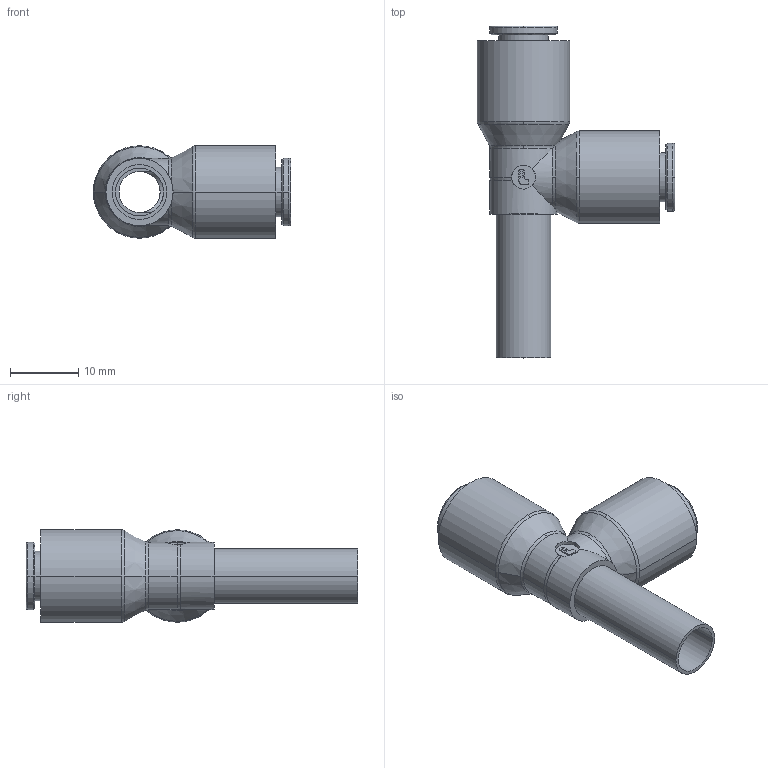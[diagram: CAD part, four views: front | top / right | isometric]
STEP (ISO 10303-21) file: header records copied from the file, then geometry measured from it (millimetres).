
FILE_DESCRIPTION(('STEP AP214'),'1');
FILE_NAME('3183_06_08.stp','2016-07-07T14:59:09',('TraceParts'),('TraceParts S.A.'),'Spatial InterOp 3D',' ',' ');
FILE_SCHEMA(('automotive_design'));
Length unit declared in the file: millimetre
Products named in the file (1): 1
Bounding box: 28.82 x 48.47 x 13.5 mm (x, y, z)
Volume: 4078.4 mm3; surface area: 3938.6 mm2
Topology: 1 solids, 1 shells, 85 faces, 220 edges, 143 vertices
Faces by surface type: cylinder 34, plane 27, torus 15, cone 8, sphere 1
Entity records: 3013 total; most frequent: CARTESIAN_POINT 822, DIRECTION 500, ORIENTED_EDGE 438, EDGE_CURVE 219, AXIS2_PLACEMENT_3D 209, VERTEX_POINT 143, CIRCLE 115, EDGE_LOOP 96
